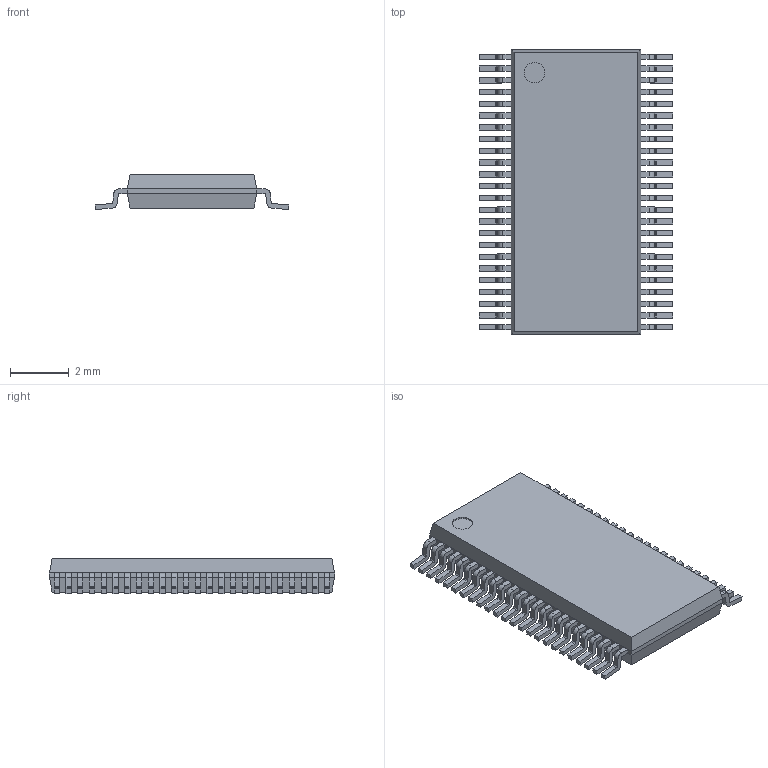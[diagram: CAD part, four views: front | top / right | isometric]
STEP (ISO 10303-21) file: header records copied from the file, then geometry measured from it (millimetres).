
FILE_DESCRIPTION((''),'2;1');
FILE_NAME('SOP40P640X120-48N.stp','2012-05-31T17:05:50',(''),(''),'Mechanical Desktop 2011','Mechanical Desktop 2011',', , ');
FILE_SCHEMA(('AUTOMOTIVE_DESIGN { 1 2 10303 214 1 1 1 1 }'));
Length unit declared in the file: millimetre
Products named in the file (1): Product
Bounding box: 6.6 x 9.7 x 1.2 mm (x, y, z)
Volume: 49.9 mm3; surface area: 334.5 mm2
Topology: 51 solids, 51 shells, 693 faces, 1770 edges, 1180 vertices
Faces by surface type: bspline 344, plane 251, cylinder 98
Entity records: 22142 total; most frequent: CARTESIAN_POINT 6020, ORIENTED_EDGE 3540, DIRECTION 2858, EDGE_CURVE 1770, VECTOR 1382, LINE 1382, VERTEX_POINT 1180, AXIS2_PLACEMENT_3D 738
